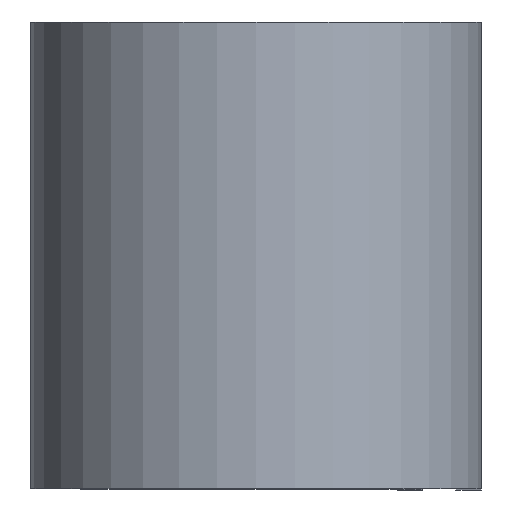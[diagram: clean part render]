
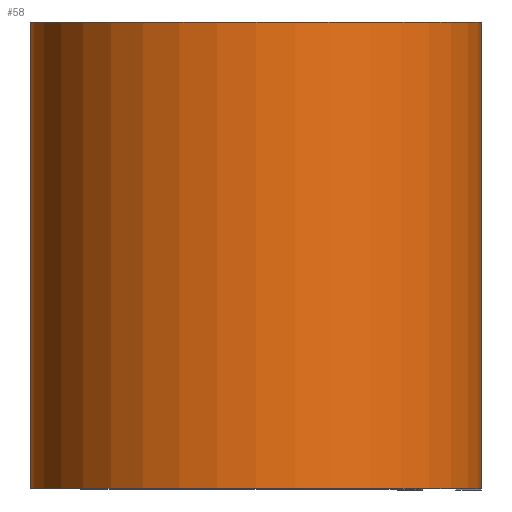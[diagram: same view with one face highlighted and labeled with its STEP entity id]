
A CAD part, top view. The second image highlights one B-rep face of the part: STEP entity #58.
In plain terms, the highlighted cylindrical face has radius 10.744 mm (diameter 21.488 mm), a partial arc.
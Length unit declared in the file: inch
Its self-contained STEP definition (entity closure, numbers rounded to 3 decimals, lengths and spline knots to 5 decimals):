
#16 = ORIENTED_EDGE ( 'NONE', *, *, #675, .T. ) ;
#34 = CIRCLE ( 'NONE', #363, 0.423 ) ;
#35 = DIRECTION ( 'NONE',  ( 0., -1., 0. ) ) ;
#42 = ORIENTED_EDGE ( 'NONE', *, *, #268, .T. ) ;
#58 = ADVANCED_FACE ( 'NONE', ( #437 ), #325, .T. ) ;
#65 = VERTEX_POINT ( 'NONE', #438 ) ;
#112 = AXIS2_PLACEMENT_3D ( 'NONE', #367, #159, #378 ) ;
#159 = DIRECTION ( 'NONE',  ( 0., -1., 0. ) ) ;
#180 = EDGE_CURVE ( 'NONE', #515, #278, #392, .T. ) ;
#194 = CARTESIAN_POINT ( 'NONE',  ( 0.423, 0.4375, 0. ) ) ;
#212 = DIRECTION ( 'NONE',  ( 0., 1., 0. ) ) ;
#258 = CARTESIAN_POINT ( 'NONE',  ( 0., 0.4375, 0. ) ) ;
#268 = EDGE_CURVE ( 'NONE', #640, #65, #34, .T. ) ;
#278 = VERTEX_POINT ( 'NONE', #399 ) ;
#279 = DIRECTION ( 'NONE',  ( 0., -1., 0. ) ) ;
#286 = CARTESIAN_POINT ( 'NONE',  ( 0., 0.4375, -0.423 ) ) ;
#325 = CYLINDRICAL_SURFACE ( 'NONE', #112, 0.423 ) ;
#363 = AXIS2_PLACEMENT_3D ( 'NONE', #457, #453, #449 ) ;
#367 = CARTESIAN_POINT ( 'NONE',  ( 0., 0.4375, 0. ) ) ;
#378 = DIRECTION ( 'NONE',  ( 0., 0., -1. ) ) ;
#392 = CIRCLE ( 'NONE', #639, 0.423 ) ;
#399 = CARTESIAN_POINT ( 'NONE',  ( 0.423, 0.4375, 0. ) ) ;
#427 = CARTESIAN_POINT ( 'NONE',  ( 0., 0.4375, -0.423 ) ) ;
#437 = FACE_OUTER_BOUND ( 'NONE', #626, .T. ) ;
#438 = CARTESIAN_POINT ( 'NONE',  ( 0.423, -0.4375, 0. ) ) ;
#449 = DIRECTION ( 'NONE',  ( 1., 0., 0. ) ) ;
#453 = DIRECTION ( 'NONE',  ( 0., 1., 0. ) ) ;
#457 = CARTESIAN_POINT ( 'NONE',  ( 0., -0.4375, 0. ) ) ;
#471 = ORIENTED_EDGE ( 'NONE', *, *, #497, .F. ) ;
#497 = EDGE_CURVE ( 'NONE', #278, #65, #620, .T. ) ;
#499 = DIRECTION ( 'NONE',  ( 1., 0., 0. ) ) ;
#515 = VERTEX_POINT ( 'NONE', #286 ) ;
#529 = VECTOR ( 'NONE', #35, 39.37008 ) ;
#567 = LINE ( 'NONE', #427, #529 ) ;
#603 = ORIENTED_EDGE ( 'NONE', *, *, #180, .F. ) ;
#620 = LINE ( 'NONE', #194, #625 ) ;
#625 = VECTOR ( 'NONE', #279, 39.37008 ) ;
#626 = EDGE_LOOP ( 'NONE', ( #42, #471, #603, #16 ) ) ;
#639 = AXIS2_PLACEMENT_3D ( 'NONE', #258, #212, #499 ) ;
#640 = VERTEX_POINT ( 'NONE', #736 ) ;
#675 = EDGE_CURVE ( 'NONE', #515, #640, #567, .T. ) ;
#736 = CARTESIAN_POINT ( 'NONE',  ( 0., -0.4375, -0.423 ) ) ;
